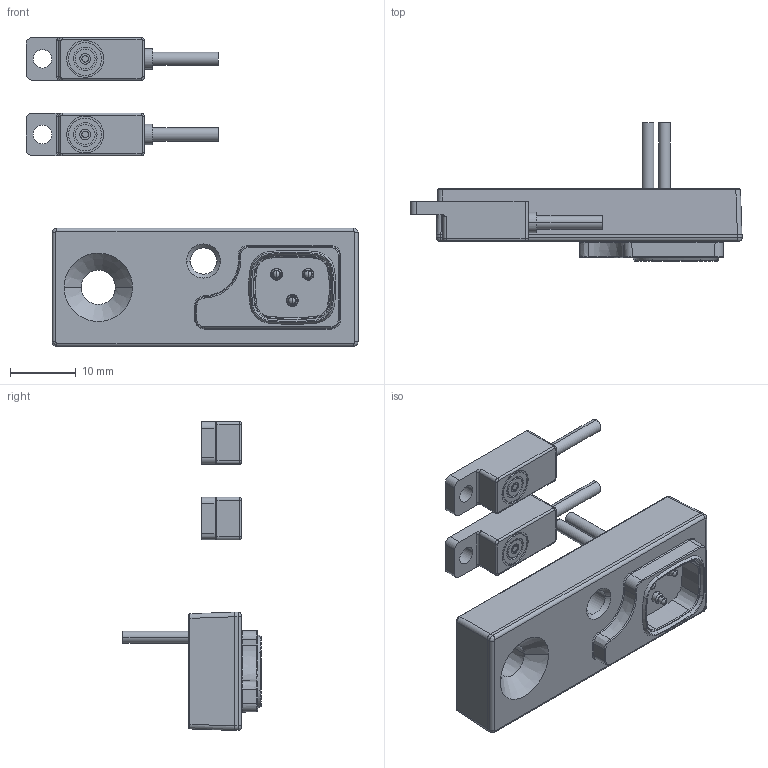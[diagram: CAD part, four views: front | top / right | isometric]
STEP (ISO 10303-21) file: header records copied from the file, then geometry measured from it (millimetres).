
FILE_DESCRIPTION((''),'2;1');
FILE_NAME('DM_CAD-2285_ASM','2016-04-21T',('creinig-se'),(''),'PRO/ENGINEER BY PARAMETRIC TECHNOLOGY CORPORATION, 2015440','PRO/ENGINEER BY PARAMETRIC TECHNOLOGY CORPORATION, 2015440','');
FILE_SCHEMA(('CONFIG_CONTROL_DESIGN'));
Length unit declared in the file: millimetre
Products named in the file (3): DM_CAD-2274_SW0001; DM_CAD-2285_04ACP5D; DM_CAD-2285_ASM
Assembly tree (3 placements, depth 2):
  DM_CAD-2285_ASM
    DM_CAD-2274_SW0001
    DM_CAD-2285_04ACP5D  x2
Bounding box: 50.5 x 21 x 47 mm (x, y, z)
Volume: 7499.6 mm3; surface area: 5696.1 mm2
Topology: 3 solids, 3 shells, 382 faces, 891 edges, 544 vertices
Faces by surface type: cylinder 141, plane 122, cone 56, torus 30, bspline 27, sphere 6
Entity records: 12725 total; most frequent: CARTESIAN_POINT 3098, DIRECTION 1584, ORIENTED_EDGE 1460, EDGE_CURVE 730, AXIS2_PLACEMENT_3D 619, VERTEX_POINT 444, PRESENTATION_STYLE_ASSIGNMENT 409, STYLED_ITEM 406
